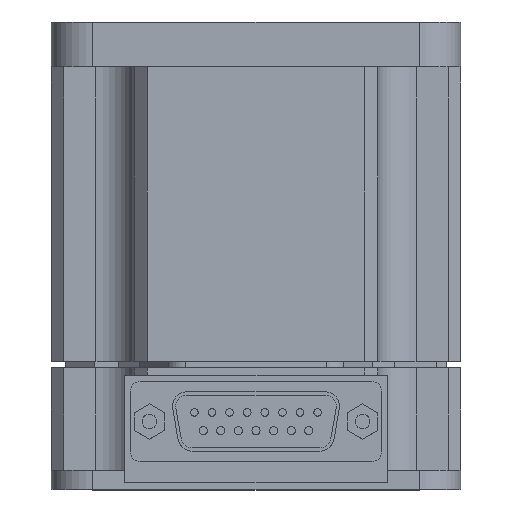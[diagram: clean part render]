
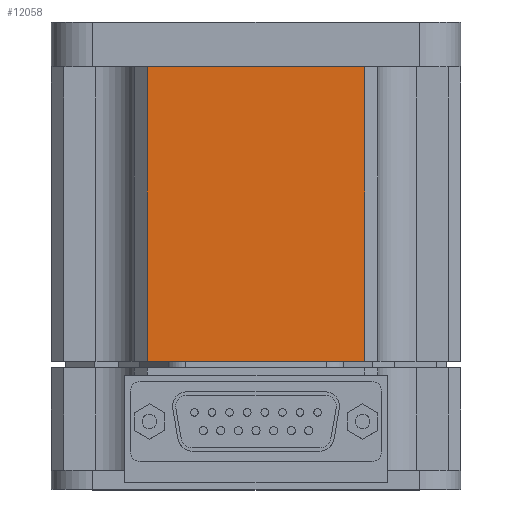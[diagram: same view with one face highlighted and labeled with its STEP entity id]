
A CAD part, top view. The second image highlights one B-rep face of the part: STEP entity #12058.
In plain terms, the highlighted planar face has unit normal (0, 0, 1).
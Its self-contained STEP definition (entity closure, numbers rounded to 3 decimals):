
#408 = VECTOR ( 'NONE', #3366, 1000. ) ;
#898 = VERTEX_POINT ( 'NONE', #2730 ) ;
#944 = LINE ( 'NONE', #1945, #2745 ) ;
#1491 = DIRECTION ( 'NONE',  ( 0., -1., 0. ) ) ;
#1666 = ORIENTED_EDGE ( 'NONE', *, *, #3237, .F. ) ;
#1945 = CARTESIAN_POINT ( 'NONE',  ( 25.5, 66., 32. ) ) ;
#2137 = VERTEX_POINT ( 'NONE', #8280 ) ;
#2387 = EDGE_CURVE ( 'NONE', #11973, #4824, #944, .T. ) ;
#2556 = LINE ( 'NONE', #12531, #11624 ) ;
#2730 = CARTESIAN_POINT ( 'NONE',  ( -17., 20., 32. ) ) ;
#2745 = VECTOR ( 'NONE', #5004, 1000. ) ;
#2833 = ORIENTED_EDGE ( 'NONE', *, *, #9526, .T. ) ;
#3237 = EDGE_CURVE ( 'NONE', #4824, #2137, #2556, .T. ) ;
#3366 = DIRECTION ( 'NONE',  ( 1., 0., 0. ) ) ;
#3894 = FACE_OUTER_BOUND ( 'NONE', #11181, .T. ) ;
#4824 = VERTEX_POINT ( 'NONE', #10885 ) ;
#4957 = EDGE_CURVE ( 'NONE', #898, #2137, #5229, .T. ) ;
#5004 = DIRECTION ( 'NONE',  ( 1., 0., 0. ) ) ;
#5229 = LINE ( 'NONE', #9284, #408 ) ;
#5568 = CARTESIAN_POINT ( 'NONE',  ( -17., 66., 32. ) ) ;
#5692 = DIRECTION ( 'NONE',  ( 0., 0., -1. ) ) ;
#6429 = ORIENTED_EDGE ( 'NONE', *, *, #4957, .T. ) ;
#6945 = DIRECTION ( 'NONE',  ( -1., 0., 0. ) ) ;
#7336 = CARTESIAN_POINT ( 'NONE',  ( -17., 500000., 32. ) ) ;
#7678 = CARTESIAN_POINT ( 'NONE',  ( -17., 500000., 32. ) ) ;
#8280 = CARTESIAN_POINT ( 'NONE',  ( 17., 20., 32. ) ) ;
#8347 = LINE ( 'NONE', #7336, #11188 ) ;
#8951 = PLANE ( 'NONE',  #11852 ) ;
#9282 = DIRECTION ( 'NONE',  ( 0., -1., 0. ) ) ;
#9284 = CARTESIAN_POINT ( 'NONE',  ( -17., 20., 32. ) ) ;
#9526 = EDGE_CURVE ( 'NONE', #11973, #898, #8347, .T. ) ;
#10490 = ORIENTED_EDGE ( 'NONE', *, *, #2387, .F. ) ;
#10885 = CARTESIAN_POINT ( 'NONE',  ( 17., 66., 32. ) ) ;
#11181 = EDGE_LOOP ( 'NONE', ( #10490, #2833, #6429, #1666 ) ) ;
#11188 = VECTOR ( 'NONE', #9282, 1000. ) ;
#11624 = VECTOR ( 'NONE', #1491, 1000. ) ;
#11852 = AXIS2_PLACEMENT_3D ( 'NONE', #7678, #5692, #6945 ) ;
#11973 = VERTEX_POINT ( 'NONE', #5568 ) ;
#12058 = ADVANCED_FACE ( 'NONE', ( #3894 ), #8951, .F. ) ;
#12531 = CARTESIAN_POINT ( 'NONE',  ( 17., 500000., 32. ) ) ;
